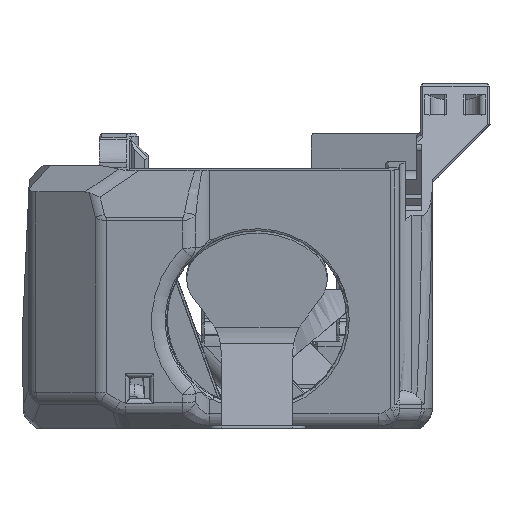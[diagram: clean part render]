
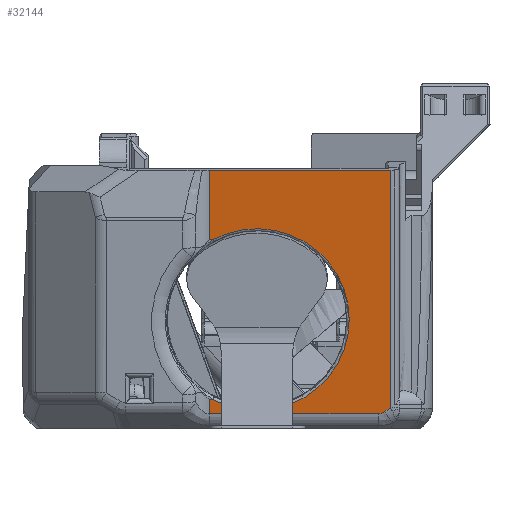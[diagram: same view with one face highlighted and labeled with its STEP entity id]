
A CAD part, left-side view. The second image highlights one B-rep face of the part: STEP entity #32144.
In plain terms, the highlighted planar face has unit normal (-0.985, 0, -0.174).
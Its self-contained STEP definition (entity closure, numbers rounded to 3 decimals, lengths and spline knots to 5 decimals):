
#601=B_SPLINE_CURVE_WITH_KNOTS('',3,(#47241,#47242,#47243,#47244),
 .UNSPECIFIED.,.F.,.F.,(4,4),(0.00082,0.00132),
 .UNSPECIFIED.);
#602=B_SPLINE_CURVE_WITH_KNOTS('',3,(#47248,#47249,#47250,#47251),
 .UNSPECIFIED.,.F.,.F.,(4,4),(0.00082,0.00132),
 .UNSPECIFIED.);
#1446=CIRCLE('',#34322,0.0144);
#2527=ELLIPSE('',#34323,0.0032,0.002);
#3774=ORIENTED_EDGE('',*,*,#13518,.F.);
#3775=ORIENTED_EDGE('',*,*,#13519,.F.);
#3776=ORIENTED_EDGE('',*,*,#13500,.F.);
#3777=ORIENTED_EDGE('',*,*,#13520,.T.);
#3778=ORIENTED_EDGE('',*,*,#13521,.T.);
#3779=ORIENTED_EDGE('',*,*,#13522,.T.);
#3780=ORIENTED_EDGE('',*,*,#13523,.T.);
#3781=ORIENTED_EDGE('',*,*,#13524,.T.);
#3782=ORIENTED_EDGE('',*,*,#13525,.T.);
#3783=ORIENTED_EDGE('',*,*,#13526,.F.);
#13500=EDGE_CURVE('',#18383,#18384,#21459,.T.);
#13518=EDGE_CURVE('',#18399,#18400,#21469,.T.);
#13519=EDGE_CURVE('',#18384,#18399,#21470,.F.);
#13520=EDGE_CURVE('',#18383,#18401,#21471,.F.);
#13521=EDGE_CURVE('',#18401,#18402,#601,.F.);
#13522=EDGE_CURVE('',#18402,#18403,#1446,.T.);
#13523=EDGE_CURVE('',#18403,#18404,#602,.T.);
#13524=EDGE_CURVE('',#18404,#18405,#21472,.F.);
#13525=EDGE_CURVE('',#18405,#18406,#21473,.T.);
#13526=EDGE_CURVE('',#18400,#18406,#2527,.F.);
#18383=VERTEX_POINT('',#47197);
#18384=VERTEX_POINT('',#47198);
#18399=VERTEX_POINT('',#47236);
#18400=VERTEX_POINT('',#47237);
#18401=VERTEX_POINT('',#47240);
#18402=VERTEX_POINT('',#47245);
#18403=VERTEX_POINT('',#47247);
#18404=VERTEX_POINT('',#47252);
#18405=VERTEX_POINT('',#47254);
#18406=VERTEX_POINT('',#47256);
#21459=LINE('',#47196,#24374);
#21469=LINE('',#47235,#24384);
#21470=LINE('',#47238,#24385);
#21471=LINE('',#47239,#24386);
#21472=LINE('',#47253,#24387);
#21473=LINE('',#47255,#24388);
#24374=VECTOR('',#37731,1.);
#24384=VECTOR('',#37759,1.);
#24385=VECTOR('',#37760,1.);
#24386=VECTOR('',#37761,1.);
#24387=VECTOR('',#37764,1.);
#24388=VECTOR('',#37765,1.);
#27095=EDGE_LOOP('',(#3774,#3775,#3776,#3777,#3778,#3779,#3780,#3781,#3782,
#3783));
#29105=FACE_BOUND('',#27095,.T.);
#31050=PLANE('',#34321);
#32144=ADVANCED_FACE('',(#29105),#31050,.F.);
#34321=AXIS2_PLACEMENT_3D('',#47234,#37757,#37758);
#34322=AXIS2_PLACEMENT_3D('',#47246,#37762,#37763);
#34323=AXIS2_PLACEMENT_3D('',#47257,#37766,#37767);
#37731=DIRECTION('',(0.,-1.,0.));
#37757=DIRECTION('',(0.985,0.,0.174));
#37758=DIRECTION('',(-0.174,0.,0.985));
#37759=DIRECTION('',(0.097,0.829,-0.551));
#37760=DIRECTION('',(-0.174,0.,0.985));
#37761=DIRECTION('',(-0.174,0.,0.985));
#37762=DIRECTION('',(0.985,0.,0.174));
#37763=DIRECTION('',(0.174,0.,-0.985));
#37764=DIRECTION('',(-0.174,0.,0.985));
#37765=DIRECTION('',(0.,-1.,0.));
#37766=DIRECTION('',(-0.985,0.,-0.174));
#37767=DIRECTION('',(-0.165,-0.304,0.938));
#47196=CARTESIAN_POINT('',(-0.03457,0.02485,0.0403));
#47197=CARTESIAN_POINT('',(-0.03457,0.01227,0.0403));
#47198=CARTESIAN_POINT('',(-0.03457,-0.016,0.0403));
#47234=CARTESIAN_POINT('',(-0.03119,0.02485,0.0211));
#47235=CARTESIAN_POINT('',(-0.02782,-0.0142,0.00202));
#47236=CARTESIAN_POINT('',(-0.02803,-0.016,0.00322));
#47237=CARTESIAN_POINT('',(-0.02792,-0.01507,0.0026));
#47238=CARTESIAN_POINT('',(-0.00766,-0.016,-0.1123));
#47239=CARTESIAN_POINT('',(-0.03119,0.01227,0.0211));
#47240=CARTESIAN_POINT('',(-0.03266,0.01227,0.02946));
#47241=CARTESIAN_POINT('',(-0.03265,0.01177,0.02941));
#47242=CARTESIAN_POINT('',(-0.03265,0.01193,0.02943));
#47243=CARTESIAN_POINT('',(-0.03266,0.0121,0.02944));
#47244=CARTESIAN_POINT('',(-0.03266,0.01227,0.02946));
#47245=CARTESIAN_POINT('',(-0.03265,0.01177,0.02941));
#47246=CARTESIAN_POINT('',(-0.03046,0.00485,0.01697));
#47247=CARTESIAN_POINT('',(-0.02826,0.01177,0.00453));
#47248=CARTESIAN_POINT('',(-0.02826,0.01177,0.00453));
#47249=CARTESIAN_POINT('',(-0.02826,0.01193,0.00452));
#47250=CARTESIAN_POINT('',(-0.02826,0.0121,0.0045));
#47251=CARTESIAN_POINT('',(-0.02826,0.01227,0.00448));
#47252=CARTESIAN_POINT('',(-0.02826,0.01227,0.00448));
#47253=CARTESIAN_POINT('',(-0.03119,0.01227,0.0211));
#47254=CARTESIAN_POINT('',(-0.02786,0.01227,0.00226));
#47255=CARTESIAN_POINT('',(-0.02786,-0.01465,0.00226));
#47256=CARTESIAN_POINT('',(-0.02786,-0.01407,0.00226));
#47257=CARTESIAN_POINT('',(-0.0284,-0.01465,0.00533));
